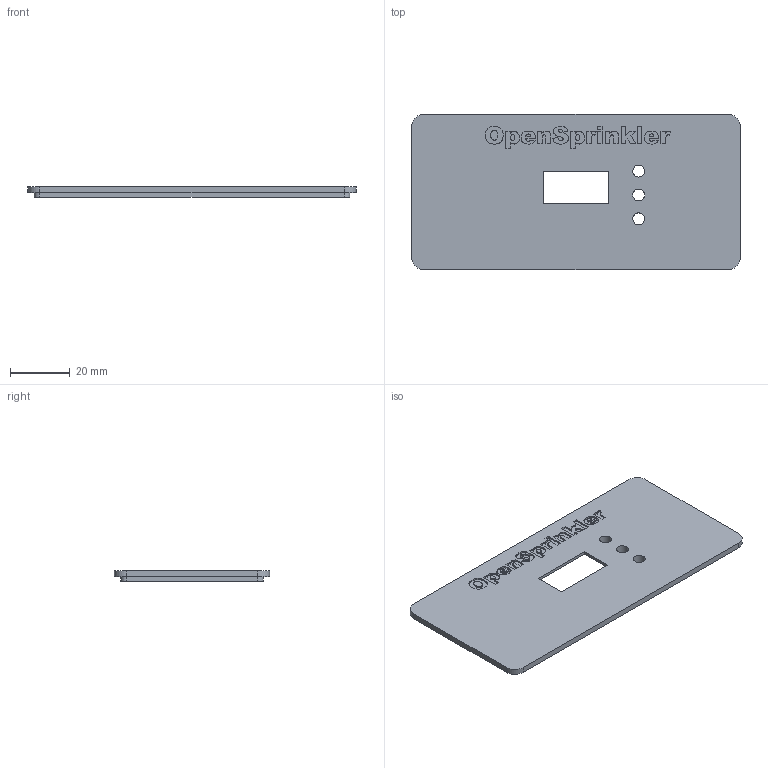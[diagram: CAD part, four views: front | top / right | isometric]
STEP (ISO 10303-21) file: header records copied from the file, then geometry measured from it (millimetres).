
FILE_DESCRIPTION(/* description */ (''),/* implementation_level */ '2;1');
FILE_NAME(/* name */ 'Cover.step',/* time_stamp */ '2020-03-31T23:39:01+01:00',/* author */ (''),/* organization */ (''),/* preprocessor_version */ 'ST-DEVELOPER v18',/* originating_system */ 'Autodesk Translation Framework v8.12.0.6',/* authorisation */ '');
FILE_SCHEMA (('AUTOMOTIVE_DESIGN { 1 0 10303 214 3 1 1 }'));
Length unit declared in the file: millimetre
Products named in the file (1): Cover
Bounding box: 110 x 52 x 3.5 mm (x, y, z)
Volume: 16559.8 mm3; surface area: 12565.6 mm2
Topology: 1 solids, 1 shells, 263 faces, 723 edges, 483 vertices
Faces by surface type: bspline 141, plane 111, cylinder 11
Full cylindrical faces by diameter (mm): 4 x3
Entity records: 9665 total; most frequent: CARTESIAN_POINT 3867, ORIENTED_EDGE 1446, EDGE_CURVE 723, DIRECTION 712, VERTEX_POINT 483, LINE 416, VECTOR 416, EDGE_LOOP 292
